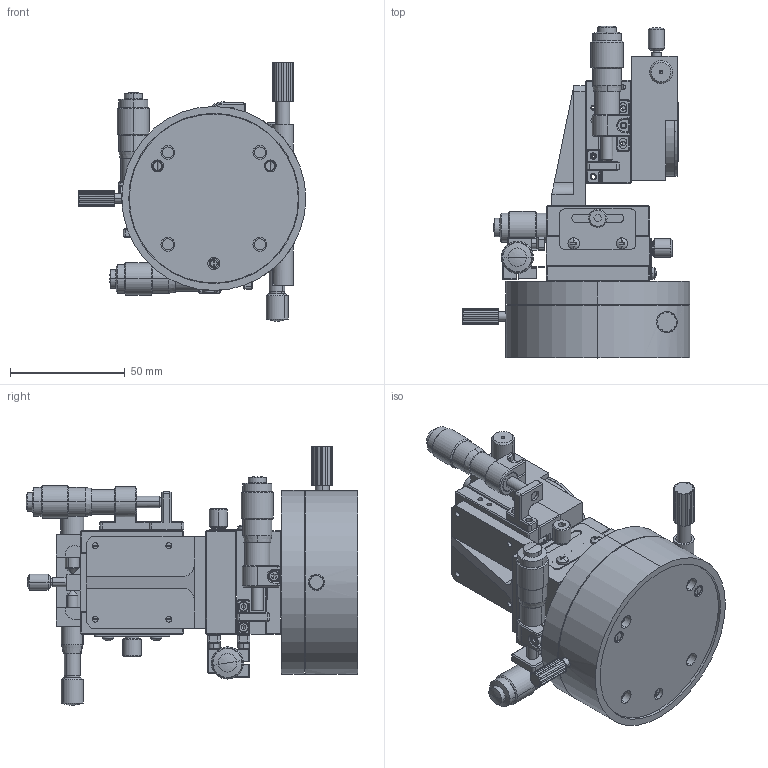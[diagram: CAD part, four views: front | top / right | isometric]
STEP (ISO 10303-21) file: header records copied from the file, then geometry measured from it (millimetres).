
FILE_DESCRIPTION (( 'STEP AP203' ), '1' );
FILE_NAME ('GCM-920501M.STEP', '2019-05-30T03:20:55', ( '' ), ( '' ), 'SwSTEP 2.0', 'SolidWorks 2015', '' );
FILE_SCHEMA (( 'CONFIG_CONTROL_DESIGN' ));
Length unit declared in the file: millimetre
Products named in the file (1): GCM-920501M
Bounding box: 99 x 144.23 x 112.41 mm (x, y, z)
Surface area: 95786 mm2 (no closed solid volume)
Topology: 0 solids, 88 shells, 1276 faces, 3928 edges, 2629 vertices
Faces by surface type: plane 552, cylinder 465, cone 180, bspline 73, sphere 4, torus 2
Entity records: 50381 total; most frequent: CARTESIAN_POINT 16207, DIRECTION 7204, ORIENTED_EDGE 6440, EDGE_CURVE 3864, VERTEX_POINT 2629, AXIS2_PLACEMENT_3D 2618, VECTOR 1968, LINE 1968
